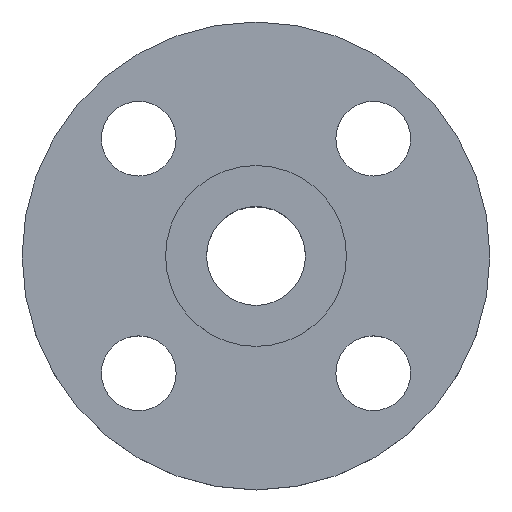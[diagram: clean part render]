
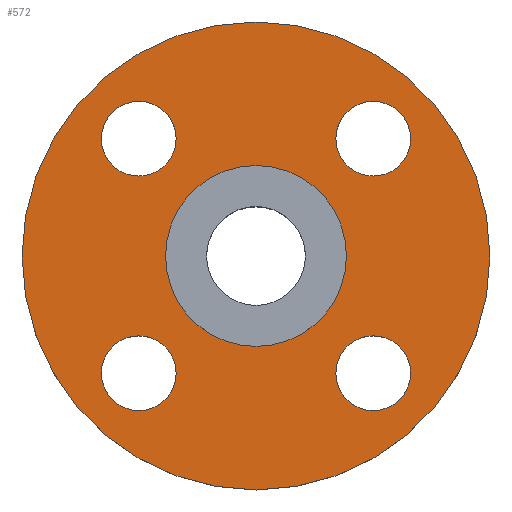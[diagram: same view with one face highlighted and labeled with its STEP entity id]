
A CAD part, top view. The second image highlights one B-rep face of the part: STEP entity #572.
In plain terms, the highlighted planar face has unit normal (0, 0, 1).
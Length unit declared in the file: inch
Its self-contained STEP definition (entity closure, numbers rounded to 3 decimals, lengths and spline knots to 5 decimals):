
#5 = CARTESIAN_POINT ( 'NONE',  ( 1.28227, 0.97227, 0. ) ) ;
#6 = FACE_BOUND ( 'NONE', #302, .T. ) ;
#9 = AXIS2_PLACEMENT_3D ( 'NONE', #311, #65, #374 ) ;
#13 = DIRECTION ( 'NONE',  ( 0., 0., 1. ) ) ;
#23 = AXIS2_PLACEMENT_3D ( 'NONE', #88, #13, #648 ) ;
#27 = CARTESIAN_POINT ( 'NONE',  ( 0.97227, -0.97227, 0. ) ) ;
#29 = CARTESIAN_POINT ( 'NONE',  ( 0.97227, 0.97227, 0. ) ) ;
#33 = DIRECTION ( 'NONE',  ( 0., 0., 1. ) ) ;
#35 = DIRECTION ( 'NONE',  ( -1., 0., 0. ) ) ;
#41 = DIRECTION ( 'NONE',  ( 0., 0., 1. ) ) ;
#42 = ORIENTED_EDGE ( 'NONE', *, *, #777, .F. ) ;
#50 = EDGE_LOOP ( 'NONE', ( #298, #42 ) ) ;
#58 = VERTEX_POINT ( 'NONE', #796 ) ;
#65 = DIRECTION ( 'NONE',  ( 0., 0., 1. ) ) ;
#75 = DIRECTION ( 'NONE',  ( 1., 0., 0. ) ) ;
#83 = DIRECTION ( 'NONE',  ( 0., 0., 1. ) ) ;
#88 = CARTESIAN_POINT ( 'NONE',  ( 0., 0., 0. ) ) ;
#90 = DIRECTION ( 'NONE',  ( 0., 1., 0. ) ) ;
#91 = AXIS2_PLACEMENT_3D ( 'NONE', #682, #314, #486 ) ;
#96 = DIRECTION ( 'NONE',  ( 1., 0., 0. ) ) ;
#107 = CARTESIAN_POINT ( 'NONE',  ( -0.97227, 1.28227, 0. ) ) ;
#120 = EDGE_CURVE ( 'NONE', #775, #176, #364, .T. ) ;
#128 = CIRCLE ( 'NONE', #717, 1.94 ) ;
#149 = CIRCLE ( 'NONE', #23, 0.75 ) ;
#156 = EDGE_CURVE ( 'NONE', #600, #811, #128, .T. ) ;
#161 = AXIS2_PLACEMENT_3D ( 'NONE', #473, #345, #593 ) ;
#170 = CARTESIAN_POINT ( 'NONE',  ( 0.66227, 0.97227, 0. ) ) ;
#176 = VERTEX_POINT ( 'NONE', #5 ) ;
#178 = ORIENTED_EDGE ( 'NONE', *, *, #446, .F. ) ;
#185 = AXIS2_PLACEMENT_3D ( 'NONE', #27, #196, #206 ) ;
#191 = AXIS2_PLACEMENT_3D ( 'NONE', #29, #785, #528 ) ;
#192 = FACE_OUTER_BOUND ( 'NONE', #498, .T. ) ;
#196 = DIRECTION ( 'NONE',  ( 0., 0., 1. ) ) ;
#200 = CARTESIAN_POINT ( 'NONE',  ( -0.75, 0., 0. ) ) ;
#201 = AXIS2_PLACEMENT_3D ( 'NONE', #409, #33, #90 ) ;
#203 = ORIENTED_EDGE ( 'NONE', *, *, #156, .T. ) ;
#206 = DIRECTION ( 'NONE',  ( 0., -1., 0. ) ) ;
#211 = DIRECTION ( 'NONE',  ( 0., 0., 1. ) ) ;
#213 = EDGE_CURVE ( 'NONE', #408, #737, #401, .T. ) ;
#223 = DIRECTION ( 'NONE',  ( 0., 0., 1. ) ) ;
#230 = AXIS2_PLACEMENT_3D ( 'NONE', #280, #223, #466 ) ;
#233 = AXIS2_PLACEMENT_3D ( 'NONE', #284, #211, #96 ) ;
#237 = CIRCLE ( 'NONE', #191, 0.31 ) ;
#248 = CARTESIAN_POINT ( 'NONE',  ( 0., 0., 0. ) ) ;
#252 = EDGE_CURVE ( 'NONE', #624, #339, #149, .T. ) ;
#260 = VERTEX_POINT ( 'NONE', #702 ) ;
#280 = CARTESIAN_POINT ( 'NONE',  ( 0., 0., 0. ) ) ;
#284 = CARTESIAN_POINT ( 'NONE',  ( 0.97227, 0.97227, 0. ) ) ;
#295 = VERTEX_POINT ( 'NONE', #397 ) ;
#298 = ORIENTED_EDGE ( 'NONE', *, *, #252, .F. ) ;
#302 = EDGE_LOOP ( 'NONE', ( #750, #611 ) ) ;
#311 = CARTESIAN_POINT ( 'NONE',  ( 0.97227, -0.97227, 0. ) ) ;
#312 = ORIENTED_EDGE ( 'NONE', *, *, #753, .F. ) ;
#314 = DIRECTION ( 'NONE',  ( 0., 0., 1. ) ) ;
#328 = FACE_BOUND ( 'NONE', #677, .T. ) ;
#330 = PLANE ( 'NONE',  #454 ) ;
#332 = CIRCLE ( 'NONE', #230, 1.94 ) ;
#338 = CARTESIAN_POINT ( 'NONE',  ( 0.75, 0., 0. ) ) ;
#339 = VERTEX_POINT ( 'NONE', #338 ) ;
#341 = EDGE_CURVE ( 'NONE', #58, #359, #647, .T. ) ;
#345 = DIRECTION ( 'NONE',  ( 0., 0., 1. ) ) ;
#359 = VERTEX_POINT ( 'NONE', #579 ) ;
#361 = ORIENTED_EDGE ( 'NONE', *, *, #488, .F. ) ;
#364 = CIRCLE ( 'NONE', #233, 0.31 ) ;
#368 = ORIENTED_EDGE ( 'NONE', *, *, #341, .F. ) ;
#369 = CIRCLE ( 'NONE', #9, 0.31 ) ;
#374 = DIRECTION ( 'NONE',  ( 0., -1., 0. ) ) ;
#393 = FACE_BOUND ( 'NONE', #798, .T. ) ;
#397 = CARTESIAN_POINT ( 'NONE',  ( -1.28227, -0.97227, 0. ) ) ;
#401 = CIRCLE ( 'NONE', #557, 0.31 ) ;
#408 = VERTEX_POINT ( 'NONE', #107 ) ;
#409 = CARTESIAN_POINT ( 'NONE',  ( -0.97227, 0.97227, 0. ) ) ;
#414 = CIRCLE ( 'NONE', #438, 0.31 ) ;
#426 = EDGE_CURVE ( 'NONE', #811, #600, #332, .T. ) ;
#438 = AXIS2_PLACEMENT_3D ( 'NONE', #599, #41, #35 ) ;
#446 = EDGE_CURVE ( 'NONE', #295, #260, #414, .T. ) ;
#452 = DIRECTION ( 'NONE',  ( 0., 0., 1. ) ) ;
#454 = AXIS2_PLACEMENT_3D ( 'NONE', #515, #452, #75 ) ;
#461 = ORIENTED_EDGE ( 'NONE', *, *, #814, .F. ) ;
#463 = EDGE_LOOP ( 'NONE', ( #312, #675 ) ) ;
#466 = DIRECTION ( 'NONE',  ( 1., 0., 0. ) ) ;
#473 = CARTESIAN_POINT ( 'NONE',  ( -0.97227, -0.97227, 0. ) ) ;
#486 = DIRECTION ( 'NONE',  ( 1., 0., 0. ) ) ;
#488 = EDGE_CURVE ( 'NONE', #260, #295, #518, .T. ) ;
#489 = DIRECTION ( 'NONE',  ( 0., 0., 1. ) ) ;
#498 = EDGE_LOOP ( 'NONE', ( #671, #203 ) ) ;
#515 = CARTESIAN_POINT ( 'NONE',  ( 0., 0., 0. ) ) ;
#518 = CIRCLE ( 'NONE', #161, 0.31 ) ;
#528 = DIRECTION ( 'NONE',  ( 1., 0., 0. ) ) ;
#557 = AXIS2_PLACEMENT_3D ( 'NONE', #700, #83, #779 ) ;
#567 = CIRCLE ( 'NONE', #201, 0.31 ) ;
#572 = ADVANCED_FACE ( 'NONE', ( #393, #328, #6, #761, #697, #192 ), #330, .T. ) ;
#578 = CARTESIAN_POINT ( 'NONE',  ( -1.94, 0., 0. ) ) ;
#579 = CARTESIAN_POINT ( 'NONE',  ( 0.97227, -1.28227, 0. ) ) ;
#593 = DIRECTION ( 'NONE',  ( -1., 0., 0. ) ) ;
#599 = CARTESIAN_POINT ( 'NONE',  ( -0.97227, -0.97227, 0. ) ) ;
#600 = VERTEX_POINT ( 'NONE', #578 ) ;
#611 = ORIENTED_EDGE ( 'NONE', *, *, #656, .F. ) ;
#624 = VERTEX_POINT ( 'NONE', #200 ) ;
#634 = DIRECTION ( 'NONE',  ( 1., 0., 0. ) ) ;
#647 = CIRCLE ( 'NONE', #185, 0.31 ) ;
#648 = DIRECTION ( 'NONE',  ( 1., 0., 0. ) ) ;
#656 = EDGE_CURVE ( 'NONE', #737, #408, #567, .T. ) ;
#671 = ORIENTED_EDGE ( 'NONE', *, *, #426, .T. ) ;
#675 = ORIENTED_EDGE ( 'NONE', *, *, #120, .F. ) ;
#677 = EDGE_LOOP ( 'NONE', ( #178, #361 ) ) ;
#682 = CARTESIAN_POINT ( 'NONE',  ( 0., 0., 0. ) ) ;
#697 = FACE_BOUND ( 'NONE', #50, .T. ) ;
#700 = CARTESIAN_POINT ( 'NONE',  ( -0.97227, 0.97227, 0. ) ) ;
#702 = CARTESIAN_POINT ( 'NONE',  ( -0.66227, -0.97227, 0. ) ) ;
#717 = AXIS2_PLACEMENT_3D ( 'NONE', #248, #489, #634 ) ;
#719 = CIRCLE ( 'NONE', #91, 0.75 ) ;
#737 = VERTEX_POINT ( 'NONE', #790 ) ;
#750 = ORIENTED_EDGE ( 'NONE', *, *, #213, .F. ) ;
#753 = EDGE_CURVE ( 'NONE', #176, #775, #237, .T. ) ;
#761 = FACE_BOUND ( 'NONE', #463, .T. ) ;
#775 = VERTEX_POINT ( 'NONE', #170 ) ;
#777 = EDGE_CURVE ( 'NONE', #339, #624, #719, .T. ) ;
#779 = DIRECTION ( 'NONE',  ( 0., 1., 0. ) ) ;
#785 = DIRECTION ( 'NONE',  ( 0., 0., 1. ) ) ;
#790 = CARTESIAN_POINT ( 'NONE',  ( -0.97227, 0.66227, 0. ) ) ;
#796 = CARTESIAN_POINT ( 'NONE',  ( 0.97227, -0.66227, 0. ) ) ;
#798 = EDGE_LOOP ( 'NONE', ( #461, #368 ) ) ;
#811 = VERTEX_POINT ( 'NONE', #812 ) ;
#812 = CARTESIAN_POINT ( 'NONE',  ( 1.94, 0., 0. ) ) ;
#814 = EDGE_CURVE ( 'NONE', #359, #58, #369, .T. ) ;
